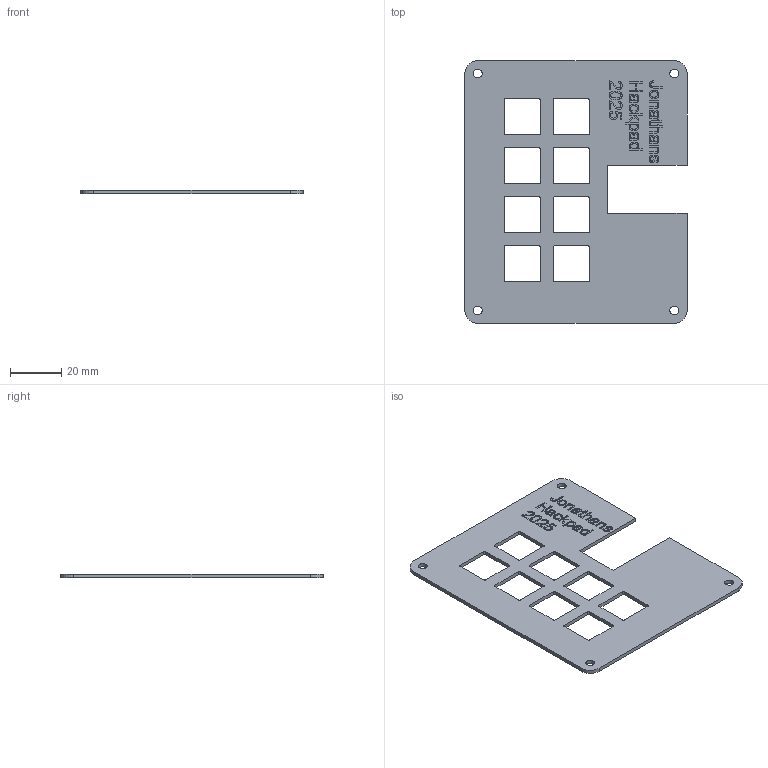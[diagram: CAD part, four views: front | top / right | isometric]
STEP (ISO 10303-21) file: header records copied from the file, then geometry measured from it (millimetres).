
FILE_DESCRIPTION(/* description */ (''),/* implementation_level */ '2;1');
FILE_NAME(/* name */ 'top plate v3.step',/* time_stamp */ '2025-12-07T11:40:24Z',/* author */ (''),/* organization */ (''),/* preprocessor_version */ 'ST-DEVELOPER v20.1',/* originating_system */ 'Autodesk Translation Framework v14.21.0.0',/* authorisation */ '');
FILE_SCHEMA (('AUTOMOTIVE_DESIGN { 1 0 10303 214 3 1 1 }'));
Length unit declared in the file: millimetre
Products named in the file (1): top plate v3
Bounding box: 86.31 x 101.96 x 1.5 mm (x, y, z)
Volume: 9880.9 mm3; surface area: 14663.6 mm2
Topology: 1 solids, 1 shells, 569 faces, 1617 edges, 1078 vertices
Faces by surface type: bspline 350, plane 179, cylinder 40
Full cylindrical faces by diameter (mm): 3.4 x4
Entity records: 21752 total; most frequent: CARTESIAN_POINT 9215, ORIENTED_EDGE 3234, EDGE_CURVE 1617, DIRECTION 1437, VERTEX_POINT 1078, LINE 837, VECTOR 837, B_SPLINE_CURVE_WITH_KNOTS 700
